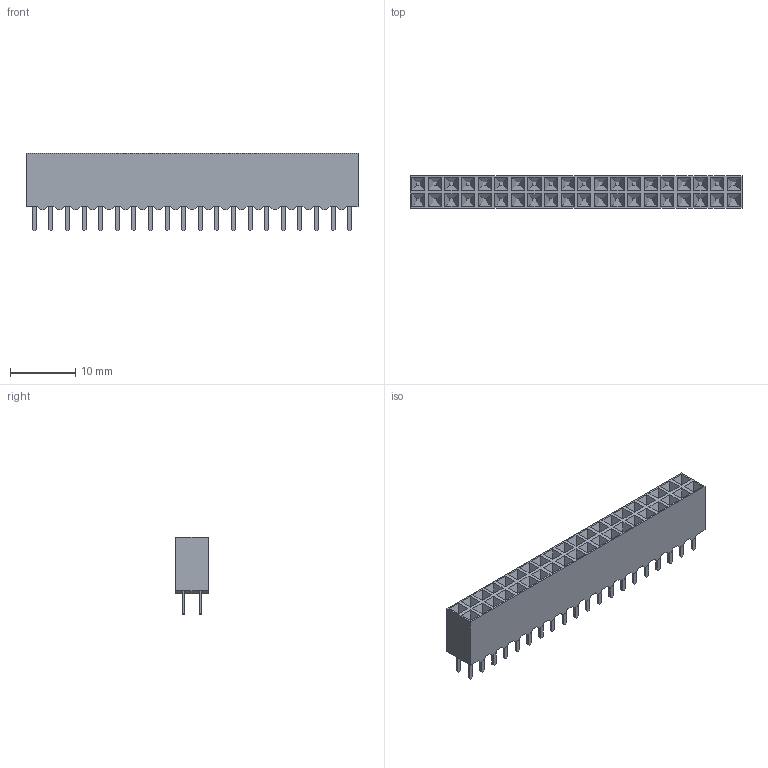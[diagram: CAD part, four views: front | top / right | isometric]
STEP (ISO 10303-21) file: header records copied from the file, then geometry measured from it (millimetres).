
FILE_DESCRIPTION(/* description */ (''),/* implementation_level */ '2;1');
FILE_NAME(/* name */ 'TE Connectivity 7-534206-0.stp',/* time_stamp */ '2019-04-11T11:47:22-04:00',/* author */ ('Ricardo'),/* organization */ (''),/* preprocessor_version */ 'ST-DEVELOPER v16.5',/* originating_system */ 'Autodesk Inventor 2017',/* authorisation */ '');
FILE_SCHEMA (('AUTOMOTIVE_DESIGN { 1 0 10303 214 3 1 1 }'));
Length unit declared in the file: millimetre
Products named in the file (3): TE Connectivity 7-534206-0; body; pins
Assembly tree (2 placements, depth 2):
  TE Connectivity 7-534206-0
    body
    pins
Bounding box: 50.8 x 5.03 x 11.81 mm (x, y, z)
Volume: 2034.7 mm3; surface area: 2273 mm2
Topology: 41 solids, 41 shells, 602 faces, 1440 edges, 960 vertices
Faces by surface type: plane 602
Entity records: 17115 total; most frequent: CARTESIAN_POINT 3007, ORIENTED_EDGE 2880, DIRECTION 2654, LINE 1440, VECTOR 1440, EDGE_CURVE 1440, VERTEX_POINT 960, EDGE_LOOP 642
